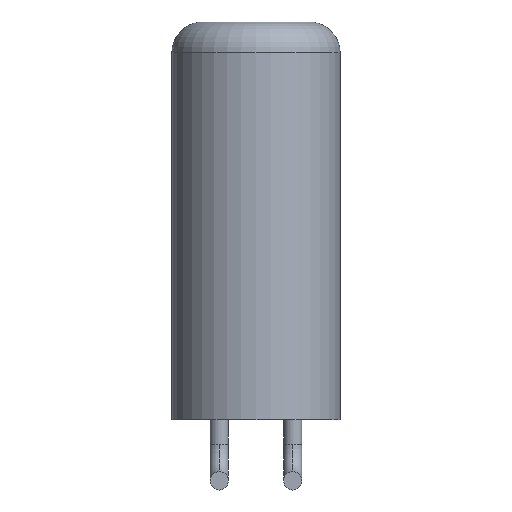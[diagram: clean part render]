
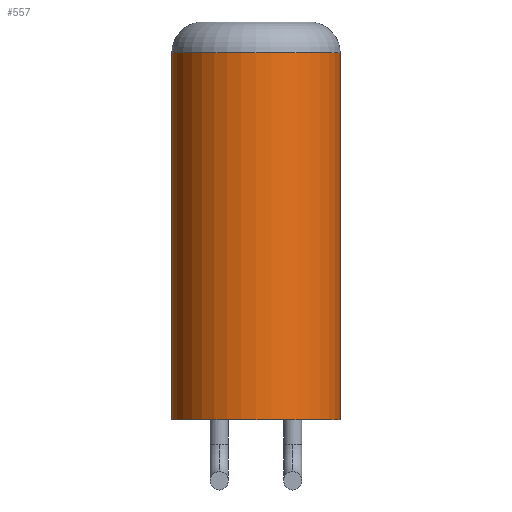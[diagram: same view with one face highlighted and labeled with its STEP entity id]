
A CAD part, front view. The second image highlights one B-rep face of the part: STEP entity #557.
In plain terms, the highlighted cylindrical face has radius 2.75 mm (diameter 5.5 mm), a partial arc.
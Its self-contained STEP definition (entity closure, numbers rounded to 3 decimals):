
#8 = VERTEX_POINT ( 'NONE', #33 ) ;
#14 = LINE ( 'NONE', #399, #134 ) ;
#33 = CARTESIAN_POINT ( 'NONE',  ( 2.75, 0., 0. ) ) ;
#44 = AXIS2_PLACEMENT_3D ( 'NONE', #621, #677, #346 ) ;
#50 = CIRCLE ( 'NONE', #524, 2.75 ) ;
#71 = LINE ( 'NONE', #440, #675 ) ;
#90 = CARTESIAN_POINT ( 'NONE',  ( 2.75, 0., 12. ) ) ;
#132 = CARTESIAN_POINT ( 'NONE',  ( 0., 0., 13. ) ) ;
#134 = VECTOR ( 'NONE', #289, 1000. ) ;
#175 = DIRECTION ( 'NONE',  ( 0., 0., -1. ) ) ;
#192 = EDGE_LOOP ( 'NONE', ( #593, #598, #248, #424 ) ) ;
#216 = EDGE_CURVE ( 'NONE', #409, #599, #71, .T. ) ;
#239 = CARTESIAN_POINT ( 'NONE',  ( -2.75, 0., 0. ) ) ;
#248 = ORIENTED_EDGE ( 'NONE', *, *, #216, .T. ) ;
#264 = FACE_OUTER_BOUND ( 'NONE', #192, .T. ) ;
#277 = EDGE_CURVE ( 'NONE', #643, #409, #50, .T. ) ;
#289 = DIRECTION ( 'NONE',  ( 0., 0., -1. ) ) ;
#346 = DIRECTION ( 'NONE',  ( 1., 0., 0. ) ) ;
#358 = EDGE_CURVE ( 'NONE', #599, #8, #566, .T. ) ;
#388 = CARTESIAN_POINT ( 'NONE',  ( 0., 0., 12. ) ) ;
#399 = CARTESIAN_POINT ( 'NONE',  ( 2.75, 0., 13. ) ) ;
#409 = VERTEX_POINT ( 'NONE', #464 ) ;
#424 = ORIENTED_EDGE ( 'NONE', *, *, #358, .T. ) ;
#440 = CARTESIAN_POINT ( 'NONE',  ( -2.75, 0., 13. ) ) ;
#449 = DIRECTION ( 'NONE',  ( 1., 0., 0. ) ) ;
#464 = CARTESIAN_POINT ( 'NONE',  ( -2.75, 0., 12. ) ) ;
#505 = EDGE_CURVE ( 'NONE', #643, #8, #14, .T. ) ;
#524 = AXIS2_PLACEMENT_3D ( 'NONE', #388, #556, #449 ) ;
#556 = DIRECTION ( 'NONE',  ( 0., 0., -1. ) ) ;
#557 = ADVANCED_FACE ( 'NONE', ( #264 ), #639, .T. ) ;
#566 = CIRCLE ( 'NONE', #44, 2.75 ) ;
#589 = AXIS2_PLACEMENT_3D ( 'NONE', #132, #618, #678 ) ;
#593 = ORIENTED_EDGE ( 'NONE', *, *, #505, .F. ) ;
#598 = ORIENTED_EDGE ( 'NONE', *, *, #277, .T. ) ;
#599 = VERTEX_POINT ( 'NONE', #239 ) ;
#618 = DIRECTION ( 'NONE',  ( 0., 0., -1. ) ) ;
#621 = CARTESIAN_POINT ( 'NONE',  ( 0., 0., 0. ) ) ;
#639 = CYLINDRICAL_SURFACE ( 'NONE', #589, 2.75 ) ;
#643 = VERTEX_POINT ( 'NONE', #90 ) ;
#675 = VECTOR ( 'NONE', #175, 1000. ) ;
#677 = DIRECTION ( 'NONE',  ( 0., 0., 1. ) ) ;
#678 = DIRECTION ( 'NONE',  ( -1., 0., 0. ) ) ;
